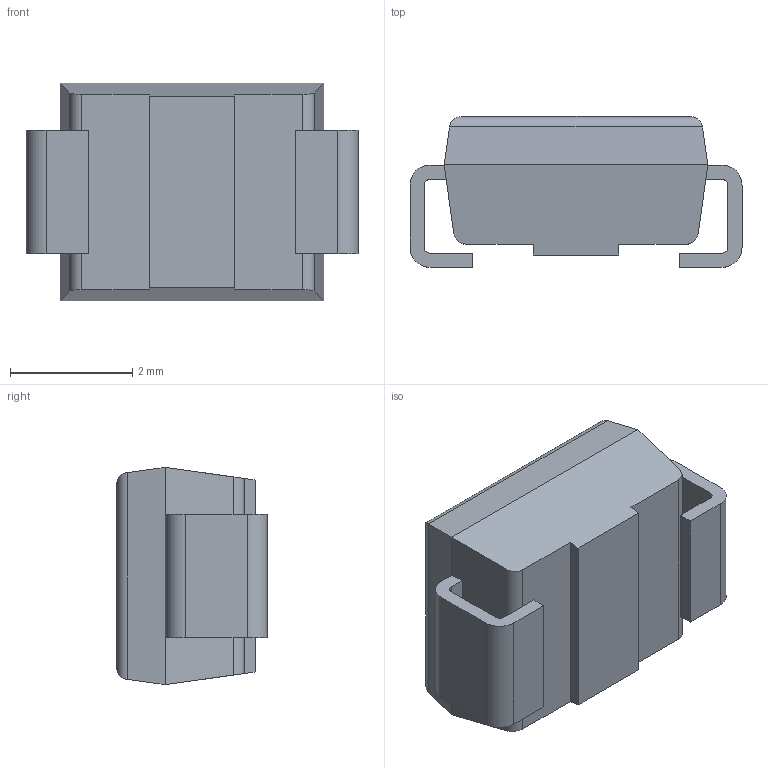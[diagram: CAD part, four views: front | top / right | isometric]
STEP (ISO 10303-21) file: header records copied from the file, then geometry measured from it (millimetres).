
FILE_DESCRIPTION (( 'STEP AP214' ), '1' );
FILE_NAME ('MBRS360BT3G.STEP', '2019-05-11T23:52:55', ( '' ), ( '' ), 'SwSTEP 2.0', 'SolidWorks 2017', '' );
FILE_SCHEMA (( 'AUTOMOTIVE_DESIGN' ));
Length unit declared in the file: millimetre
Products named in the file (1): MBRS360BT3G
Bounding box: 5.44 x 2.47 x 3.56 mm (x, y, z)
Volume: 32.8 mm3; surface area: 84.1 mm2
Topology: 3 solids, 3 shells, 48 faces, 118 edges, 76 vertices
Faces by surface type: plane 34, cylinder 14
Entity records: 1446 total; most frequent: CARTESIAN_POINT 267, ORIENTED_EDGE 236, DIRECTION 224, EDGE_CURVE 118, LINE 94, VECTOR 94, VERTEX_POINT 76, AXIS2_PLACEMENT_3D 65
